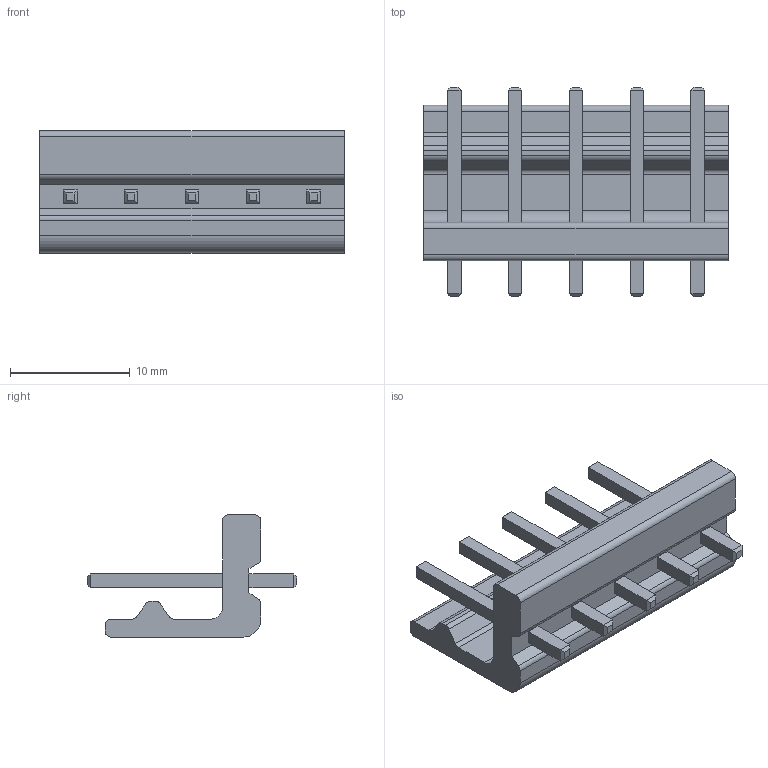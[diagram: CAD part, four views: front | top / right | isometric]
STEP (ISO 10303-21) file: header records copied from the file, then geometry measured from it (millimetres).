
FILE_DESCRIPTION (( 'STEP AP214' ), '1' );
FILE_NAME ('kls1-5_08P-5P-THT-Vertical.STEP', '2023-08-24T07:59:13', ( '' ), ( '' ), 'SwSTEP 2.0', 'SolidWorks 2022', '' );
FILE_SCHEMA (( 'AUTOMOTIVE_DESIGN' ));
Length unit declared in the file: millimetre
Products named in the file (1): kls1-5_08P-5P-THT-Vertical
Bounding box: 25.4 x 17.5 x 10.2 mm (x, y, z)
Volume: 1295 mm3; surface area: 1625.9 mm2
Topology: 1 solids, 1 shells, 118 faces, 278 edges, 172 vertices
Faces by surface type: plane 106, cylinder 12
Entity records: 4618 total; most frequent: CARTESIAN_POINT 569, ORIENTED_EDGE 556, DIRECTION 540, EDGE_CURVE 278, LINE 254, VECTOR 254, VERTEX_POINT 172, AXIS2_PLACEMENT_3D 143
